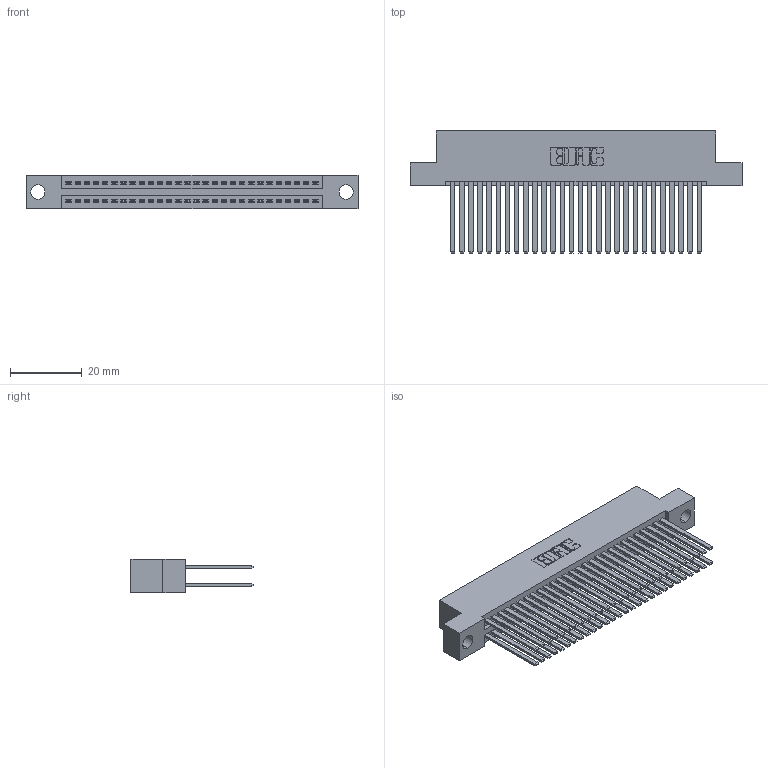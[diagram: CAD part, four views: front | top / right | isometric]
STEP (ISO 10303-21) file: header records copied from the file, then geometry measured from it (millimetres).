
FILE_DESCRIPTION (( 'STEP AP203' ), '1' );
FILE_NAME ('345-056-544-204.STEP', '2021-05-20T04:41:16', ( '' ), ( '' ), 'SwSTEP 2.0', 'SolidWorks 2020', '' );
FILE_SCHEMA (( 'CONFIG_CONTROL_DESIGN' ));
Length unit declared in the file: inch
Products named in the file (3): 345-292-001_345-293-144; 345 Part_Flush Mounting Lugs - 0.156 Dia-TI; 345-056-544-204
Assembly tree (57 placements, depth 2):
  345-056-544-204
    345 Part_Flush Mounting Lugs - 0.156 Dia-TI
    345-292-001_345-293-144  x56
Bounding box: 92.33 x 33.96 x 9.4 mm (x, y, z)
Volume: 9518 mm3; surface area: 15950.5 mm2
Topology: 57 solids, 57 shells, 2604 faces, 7713 edges, 5066 vertices
Faces by surface type: plane 1718, cylinder 886
Entity records: 24089 total; most frequent: CARTESIAN_POINT 4054, ORIENTED_EDGE 3986, DIRECTION 3589, EDGE_CURVE 1993, LINE 1753, VECTOR 1753, VERTEX_POINT 1326, AXIS2_PLACEMENT_3D 918
